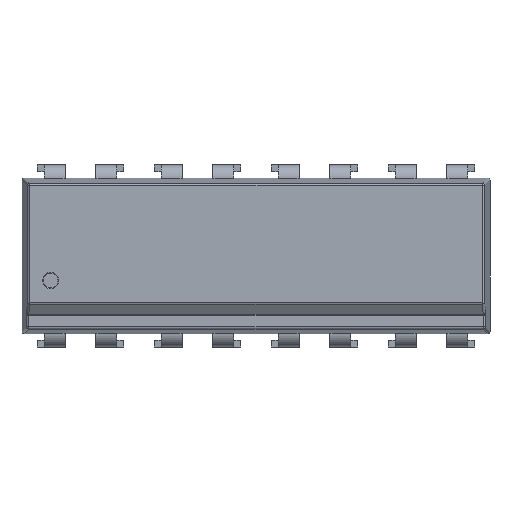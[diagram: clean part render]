
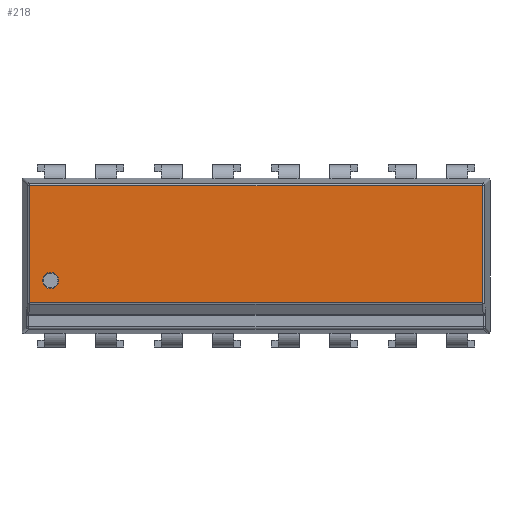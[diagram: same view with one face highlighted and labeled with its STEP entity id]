
A CAD part, top view. The second image highlights one B-rep face of the part: STEP entity #218.
In plain terms, the highlighted planar face has unit normal (0, 0, 1).
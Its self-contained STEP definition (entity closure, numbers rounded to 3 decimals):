
#218=ADVANCED_FACE('',(#3962,#3964),#3966,.T.);
#3962=FACE_BOUND('',#3963,.T.);
#3963=EDGE_LOOP('',(#6880,#6881,#6882,#6883));
#3964=FACE_BOUND('',#3965,.T.);
#3965=EDGE_LOOP('',(#6884));
#3966=PLANE('',#3967);
#3967=AXIS2_PLACEMENT_3D('',#3968,#3969,#3970);
#3968=CARTESIAN_POINT('',(0.,0.,4.8));
#3969=DIRECTION('',(0.,0.,1.));
#3970=DIRECTION('',(1.,0.,0.));
#6880=ORIENTED_EDGE('',*,*,#8728,.T.);
#6881=ORIENTED_EDGE('',*,*,#8729,.T.);
#6882=ORIENTED_EDGE('',*,*,#8730,.T.);
#6883=ORIENTED_EDGE('',*,*,#8731,.T.);
#6884=ORIENTED_EDGE('',*,*,#8732,.T.);
#8728=EDGE_CURVE('',#9652,#9653,#9654,.T.);
#8729=EDGE_CURVE('',#9653,#9655,#9656,.T.);
#8730=EDGE_CURVE('',#9655,#9657,#9658,.T.);
#8731=EDGE_CURVE('',#9657,#9652,#9659,.F.);
#8732=EDGE_CURVE('',#9660,#9660,#9661,.F.);
#9652=VERTEX_POINT('',#11138);
#9653=VERTEX_POINT('',#11139);
#9654=LINE('',#11140,#11141);
#9655=VERTEX_POINT('',#11143);
#9656=LINE('',#11144,#11145);
#9657=VERTEX_POINT('',#11147);
#9658=LINE('',#11148,#11149);
#9659=LINE('',#11151,#11152);
#9660=VERTEX_POINT('',#11154);
#9661=CIRCLE('',#11155,0.35);
#11138=CARTESIAN_POINT('',(9.826,-2.041,4.8));
#11139=CARTESIAN_POINT('',(9.826,3.041,4.8));
#11140=CARTESIAN_POINT('',(9.826,-2.041,4.8));
#11141=VECTOR('',#11142,1.);
#11142=DIRECTION('',(0.,1.,0.));
#11143=CARTESIAN_POINT('',(-9.826,3.041,4.8));
#11144=CARTESIAN_POINT('',(9.826,3.041,4.8));
#11145=VECTOR('',#11146,1.);
#11146=DIRECTION('',(-1.,0.,0.));
#11147=CARTESIAN_POINT('',(-9.826,-2.041,4.8));
#11148=CARTESIAN_POINT('',(-9.826,3.041,4.8));
#11149=VECTOR('',#11150,1.);
#11150=DIRECTION('',(0.,-1.,0.));
#11151=CARTESIAN_POINT('',(9.826,-2.041,4.8));
#11152=VECTOR('',#11153,1.);
#11153=DIRECTION('',(-1.,0.,0.));
#11154=CARTESIAN_POINT('',(-8.564,-1.073,4.8));
#11155=AXIS2_PLACEMENT_3D('',#11156,#11157,#11158);
#11156=CARTESIAN_POINT('',(-8.914,-1.073,4.8));
#11157=DIRECTION('',(0.,0.,1.));
#11158=DIRECTION('',(1.,0.,0.));
